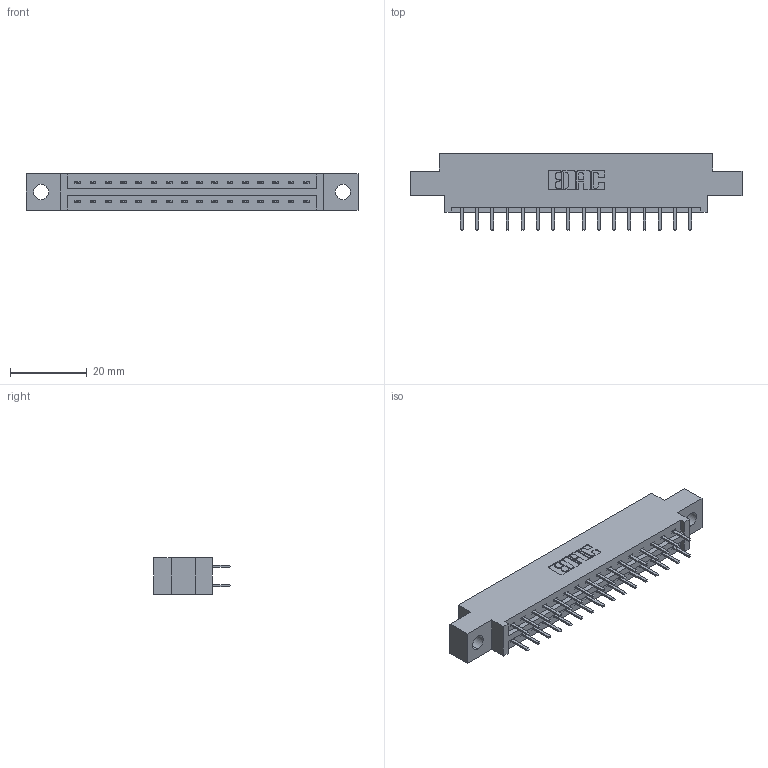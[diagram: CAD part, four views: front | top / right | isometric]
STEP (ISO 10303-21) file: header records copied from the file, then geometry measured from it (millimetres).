
FILE_DESCRIPTION (( 'STEP AP203' ), '1' );
FILE_NAME ('337-032-520-804.STEP', '2018-08-07T04:43:20', ( '' ), ( '' ), 'SwSTEP 2.0', 'SolidWorks 2016', '' );
FILE_SCHEMA (( 'CONFIG_CONTROL_DESIGN' ));
Length unit declared in the file: inch
Products named in the file (3): 337 Part_0.170 Offset - 0.156 Dia-TH; 345-292-001_345-293-120; 337-032-520-804
Assembly tree (33 placements, depth 2):
  337-032-520-804
    337 Part_0.170 Offset - 0.156 Dia-TH
    345-292-001_345-293-120  x32
Bounding box: 86.41 x 20.02 x 9.4 mm (x, y, z)
Volume: 8541.1 mm3; surface area: 9268.3 mm2
Topology: 33 solids, 33 shells, 1974 faces, 5731 edges, 3734 vertices
Faces by surface type: plane 1354, cylinder 620
Entity records: 16017 total; most frequent: CARTESIAN_POINT 2734, ORIENTED_EDGE 2658, DIRECTION 2361, EDGE_CURVE 1329, LINE 1197, VECTOR 1197, VERTEX_POINT 882, AXIS2_PLACEMENT_3D 582
